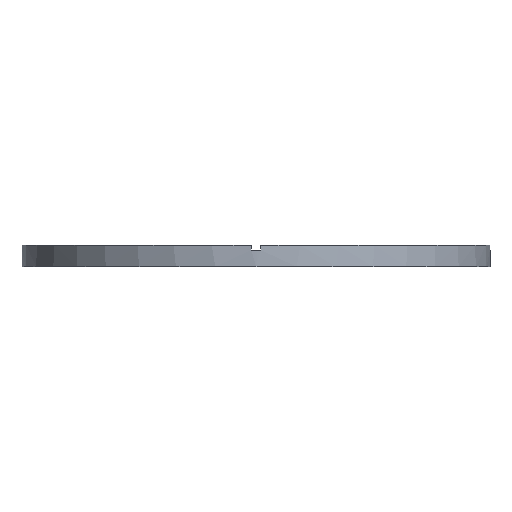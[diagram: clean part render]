
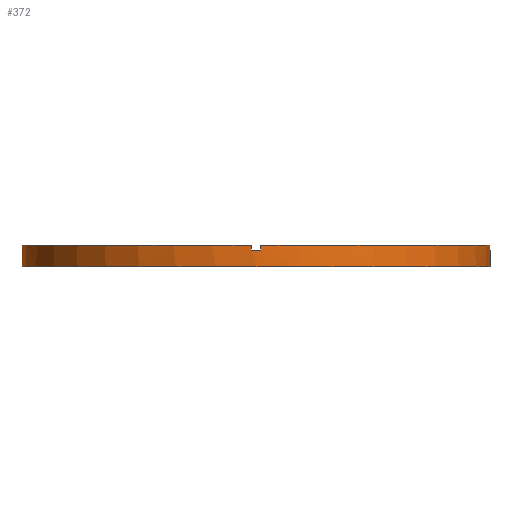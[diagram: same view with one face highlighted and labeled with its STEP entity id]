
A CAD part, front view. The second image highlights one B-rep face of the part: STEP entity #372.
In plain terms, the highlighted cylindrical face has radius 49 mm (diameter 98 mm), a partial arc.
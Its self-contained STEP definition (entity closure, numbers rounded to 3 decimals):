
#4 = ORIENTED_EDGE ( 'NONE', *, *, #614, .T. ) ;
#10 = CARTESIAN_POINT ( 'NONE',  ( -49., 0., 4.5 ) ) ;
#14 = VECTOR ( 'NONE', #625, 1000. ) ;
#26 = ORIENTED_EDGE ( 'NONE', *, *, #114, .F. ) ;
#44 = DIRECTION ( 'NONE',  ( 1., 0., 0. ) ) ;
#46 = AXIS2_PLACEMENT_3D ( 'NONE', #83, #613, #151 ) ;
#56 = CARTESIAN_POINT ( 'NONE',  ( 0., 0., 4.5 ) ) ;
#81 = AXIS2_PLACEMENT_3D ( 'NONE', #361, #229, #764 ) ;
#82 = DIRECTION ( 'NONE',  ( 0., 0., -1. ) ) ;
#83 = CARTESIAN_POINT ( 'NONE',  ( 0., 0., 4.5 ) ) ;
#86 = DIRECTION ( 'NONE',  ( 0., 0., -1. ) ) ;
#93 = CARTESIAN_POINT ( 'NONE',  ( -1., -48.99, 4.5 ) ) ;
#100 = CARTESIAN_POINT ( 'NONE',  ( 48.99, -1., 3.5 ) ) ;
#110 = DIRECTION ( 'NONE',  ( 0., 0., 1. ) ) ;
#114 = EDGE_CURVE ( 'NONE', #501, #651, #221, .T. ) ;
#119 = EDGE_CURVE ( 'NONE', #509, #317, #494, .T. ) ;
#122 = ORIENTED_EDGE ( 'NONE', *, *, #621, .F. ) ;
#124 = VERTEX_POINT ( 'NONE', #504 ) ;
#125 = EDGE_CURVE ( 'NONE', #205, #501, #224, .T. ) ;
#133 = DIRECTION ( 'NONE',  ( 0., 0., 1. ) ) ;
#151 = DIRECTION ( 'NONE',  ( 1., 0., 0. ) ) ;
#160 = CARTESIAN_POINT ( 'NONE',  ( 49., 0., 0. ) ) ;
#161 = CARTESIAN_POINT ( 'NONE',  ( -49., 0., 0. ) ) ;
#169 = EDGE_CURVE ( 'NONE', #571, #124, #178, .T. ) ;
#178 = LINE ( 'NONE', #595, #449 ) ;
#183 = EDGE_CURVE ( 'NONE', #213, #730, #443, .T. ) ;
#192 = ORIENTED_EDGE ( 'NONE', *, *, #738, .F. ) ;
#200 = ORIENTED_EDGE ( 'NONE', *, *, #685, .T. ) ;
#205 = VERTEX_POINT ( 'NONE', #100 ) ;
#209 = VERTEX_POINT ( 'NONE', #305 ) ;
#212 = VECTOR ( 'NONE', #133, 1000. ) ;
#213 = VERTEX_POINT ( 'NONE', #454 ) ;
#218 = VECTOR ( 'NONE', #82, 1000. ) ;
#221 = LINE ( 'NONE', #569, #218 ) ;
#224 = CIRCLE ( 'NONE', #632, 49. ) ;
#229 = DIRECTION ( 'NONE',  ( 0., 0., 1. ) ) ;
#235 = DIRECTION ( 'NONE',  ( 0., 0., 1. ) ) ;
#260 = DIRECTION ( 'NONE',  ( 0., 0., -1. ) ) ;
#261 = VECTOR ( 'NONE', #86, 1000. ) ;
#262 = CARTESIAN_POINT ( 'NONE',  ( 0., 0., 3.5 ) ) ;
#266 = CARTESIAN_POINT ( 'NONE',  ( -48.99, -1., 4.5 ) ) ;
#269 = ORIENTED_EDGE ( 'NONE', *, *, #566, .T. ) ;
#276 = VERTEX_POINT ( 'NONE', #765 ) ;
#280 = ORIENTED_EDGE ( 'NONE', *, *, #488, .F. ) ;
#283 = CIRCLE ( 'NONE', #81, 49. ) ;
#293 = EDGE_CURVE ( 'NONE', #213, #209, #476, .T. ) ;
#304 = VERTEX_POINT ( 'NONE', #315 ) ;
#305 = CARTESIAN_POINT ( 'NONE',  ( 1., -48.99, 3.5 ) ) ;
#306 = DIRECTION ( 'NONE',  ( 1., 0., 0. ) ) ;
#315 = CARTESIAN_POINT ( 'NONE',  ( 48.99, -1., 4.5 ) ) ;
#317 = VERTEX_POINT ( 'NONE', #161 ) ;
#329 = DIRECTION ( 'NONE',  ( -1., 0., 0. ) ) ;
#341 = CIRCLE ( 'NONE', #422, 49. ) ;
#344 = CIRCLE ( 'NONE', #432, 49. ) ;
#349 = AXIS2_PLACEMENT_3D ( 'NONE', #664, #357, #44 ) ;
#357 = DIRECTION ( 'NONE',  ( 0., 0., 1. ) ) ;
#361 = CARTESIAN_POINT ( 'NONE',  ( 0., 0., 3.5 ) ) ;
#372 = ADVANCED_FACE ( 'NONE', ( #735 ), #480, .T. ) ;
#385 = DIRECTION ( 'NONE',  ( 0., 0., -1. ) ) ;
#399 = ORIENTED_EDGE ( 'NONE', *, *, #183, .T. ) ;
#401 = CARTESIAN_POINT ( 'NONE',  ( 49., 0., 3.5 ) ) ;
#402 = CARTESIAN_POINT ( 'NONE',  ( -1., -48.99, 4.5 ) ) ;
#422 = AXIS2_PLACEMENT_3D ( 'NONE', #56, #235, #692 ) ;
#432 = AXIS2_PLACEMENT_3D ( 'NONE', #619, #110, #306 ) ;
#434 = DIRECTION ( 'NONE',  ( 0., 0., -1. ) ) ;
#443 = LINE ( 'NONE', #93, #212 ) ;
#449 = VECTOR ( 'NONE', #385, 1000. ) ;
#454 = CARTESIAN_POINT ( 'NONE',  ( -1., -48.99, 3.5 ) ) ;
#465 = CARTESIAN_POINT ( 'NONE',  ( -49., 0., 3.5 ) ) ;
#476 = CIRCLE ( 'NONE', #349, 49. ) ;
#480 = CYLINDRICAL_SURFACE ( 'NONE', #758, 49. ) ;
#485 = VECTOR ( 'NONE', #434, 1000. ) ;
#486 = ORIENTED_EDGE ( 'NONE', *, *, #125, .F. ) ;
#488 = EDGE_CURVE ( 'NONE', #276, #304, #510, .T. ) ;
#494 = LINE ( 'NONE', #10, #485 ) ;
#500 = EDGE_LOOP ( 'NONE', ( #26, #486, #4, #280, #269, #530, #399, #192, #562, #122, #665, #200 ) ) ;
#501 = VERTEX_POINT ( 'NONE', #401 ) ;
#504 = CARTESIAN_POINT ( 'NONE',  ( -48.99, -1., 3.5 ) ) ;
#509 = VERTEX_POINT ( 'NONE', #465 ) ;
#510 = CIRCLE ( 'NONE', #46, 49. ) ;
#524 = LINE ( 'NONE', #729, #261 ) ;
#530 = ORIENTED_EDGE ( 'NONE', *, *, #293, .F. ) ;
#542 = LINE ( 'NONE', #559, #14 ) ;
#559 = CARTESIAN_POINT ( 'NONE',  ( 48.99, -1., 4.5 ) ) ;
#562 = ORIENTED_EDGE ( 'NONE', *, *, #169, .T. ) ;
#566 = EDGE_CURVE ( 'NONE', #276, #209, #524, .T. ) ;
#569 = CARTESIAN_POINT ( 'NONE',  ( 49., 0., 4.5 ) ) ;
#571 = VERTEX_POINT ( 'NONE', #266 ) ;
#590 = DIRECTION ( 'NONE',  ( 0., 0., 1. ) ) ;
#595 = CARTESIAN_POINT ( 'NONE',  ( -48.99, -1., 4.5 ) ) ;
#613 = DIRECTION ( 'NONE',  ( 0., 0., 1. ) ) ;
#614 = EDGE_CURVE ( 'NONE', #205, #304, #542, .T. ) ;
#619 = CARTESIAN_POINT ( 'NONE',  ( 0., 0., 0. ) ) ;
#621 = EDGE_CURVE ( 'NONE', #509, #124, #283, .T. ) ;
#625 = DIRECTION ( 'NONE',  ( 0., 0., 1. ) ) ;
#632 = AXIS2_PLACEMENT_3D ( 'NONE', #262, #590, #691 ) ;
#651 = VERTEX_POINT ( 'NONE', #160 ) ;
#664 = CARTESIAN_POINT ( 'NONE',  ( 0., 0., 3.5 ) ) ;
#665 = ORIENTED_EDGE ( 'NONE', *, *, #119, .T. ) ;
#685 = EDGE_CURVE ( 'NONE', #317, #651, #344, .T. ) ;
#691 = DIRECTION ( 'NONE',  ( 1., 0., 0. ) ) ;
#692 = DIRECTION ( 'NONE',  ( 1., 0., 0. ) ) ;
#726 = CARTESIAN_POINT ( 'NONE',  ( 0., 0., 4.5 ) ) ;
#729 = CARTESIAN_POINT ( 'NONE',  ( 1., -48.99, 4.5 ) ) ;
#730 = VERTEX_POINT ( 'NONE', #402 ) ;
#735 = FACE_OUTER_BOUND ( 'NONE', #500, .T. ) ;
#738 = EDGE_CURVE ( 'NONE', #571, #730, #341, .T. ) ;
#758 = AXIS2_PLACEMENT_3D ( 'NONE', #726, #260, #329 ) ;
#764 = DIRECTION ( 'NONE',  ( 1., 0., 0. ) ) ;
#765 = CARTESIAN_POINT ( 'NONE',  ( 1., -48.99, 4.5 ) ) ;
